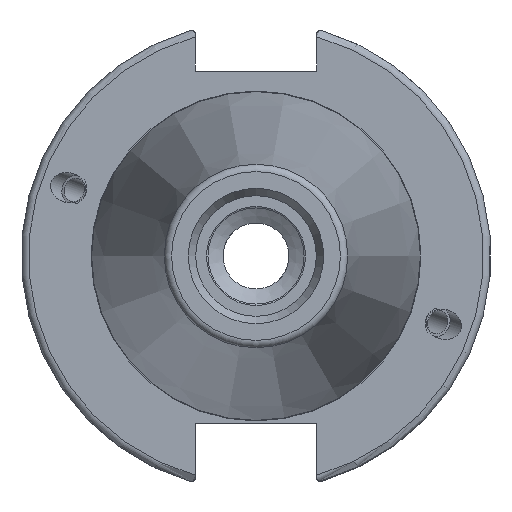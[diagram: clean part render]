
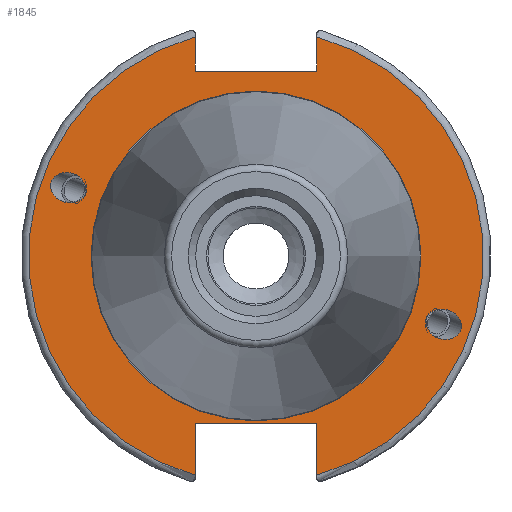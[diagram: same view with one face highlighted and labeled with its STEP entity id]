
A CAD part, left-side view. The second image highlights one B-rep face of the part: STEP entity #1845.
In plain terms, the highlighted planar face has unit normal (-1, 0, 0).
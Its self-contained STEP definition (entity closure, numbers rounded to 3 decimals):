
#39=ELLIPSE('',#2037,2.442,2.);
#48=ELLIPSE('',#2080,2.442,2.);
#60=PLANE('',#2090);
#128=FACE_BOUND('',#342,.T.);
#129=FACE_BOUND('',#343,.T.);
#130=FACE_BOUND('',#344,.T.);
#228=FACE_OUTER_BOUND('',#341,.T.);
#341=EDGE_LOOP('',(#1517,#1518,#1519,#1520,#1521,#1522,#1523,#1524));
#342=EDGE_LOOP('',(#1525));
#343=EDGE_LOOP('',(#1526));
#344=EDGE_LOOP('',(#1527));
#436=LINE('',#3343,#529);
#437=LINE('',#3345,#530);
#438=LINE('',#3347,#531);
#439=LINE('',#3351,#532);
#440=LINE('',#3353,#533);
#441=LINE('',#3354,#534);
#529=VECTOR('',#2572,10.);
#530=VECTOR('',#2573,10.);
#531=VECTOR('',#2574,10.);
#532=VECTOR('',#2577,10.);
#533=VECTOR('',#2578,10.);
#534=VECTOR('',#2579,10.);
#673=CIRCLE('',#2088,22.3);
#675=CIRCLE('',#2091,30.75);
#676=CIRCLE('',#2092,30.75);
#788=VERTEX_POINT('',#3136);
#828=VERTEX_POINT('',#3319);
#833=VERTEX_POINT('',#3334);
#834=VERTEX_POINT('',#3339);
#835=VERTEX_POINT('',#3340);
#836=VERTEX_POINT('',#3342);
#837=VERTEX_POINT('',#3344);
#838=VERTEX_POINT('',#3346);
#839=VERTEX_POINT('',#3348);
#840=VERTEX_POINT('',#3350);
#841=VERTEX_POINT('',#3352);
#1015=EDGE_CURVE('',#788,#788,#39,.T.);
#1071=EDGE_CURVE('',#828,#828,#48,.T.);
#1078=EDGE_CURVE('',#833,#833,#673,.T.);
#1080=EDGE_CURVE('',#834,#835,#675,.T.);
#1081=EDGE_CURVE('',#834,#836,#436,.T.);
#1082=EDGE_CURVE('',#836,#837,#437,.T.);
#1083=EDGE_CURVE('',#837,#838,#438,.T.);
#1084=EDGE_CURVE('',#839,#838,#676,.T.);
#1085=EDGE_CURVE('',#839,#840,#439,.T.);
#1086=EDGE_CURVE('',#840,#841,#440,.T.);
#1087=EDGE_CURVE('',#841,#835,#441,.T.);
#1517=ORIENTED_EDGE('',*,*,#1080,.F.);
#1518=ORIENTED_EDGE('',*,*,#1081,.T.);
#1519=ORIENTED_EDGE('',*,*,#1082,.T.);
#1520=ORIENTED_EDGE('',*,*,#1083,.T.);
#1521=ORIENTED_EDGE('',*,*,#1084,.F.);
#1522=ORIENTED_EDGE('',*,*,#1085,.T.);
#1523=ORIENTED_EDGE('',*,*,#1086,.T.);
#1524=ORIENTED_EDGE('',*,*,#1087,.T.);
#1525=ORIENTED_EDGE('',*,*,#1015,.T.);
#1526=ORIENTED_EDGE('',*,*,#1071,.T.);
#1527=ORIENTED_EDGE('',*,*,#1078,.F.);
#1845=ADVANCED_FACE('',(#228,#128,#129,#130),#60,.T.);
#2037=AXIS2_PLACEMENT_3D('',#3138,#2443,#2444);
#2080=AXIS2_PLACEMENT_3D('',#3321,#2546,#2547);
#2088=AXIS2_PLACEMENT_3D('',#3336,#2564,#2565);
#2090=AXIS2_PLACEMENT_3D('',#3338,#2568,#2569);
#2091=AXIS2_PLACEMENT_3D('',#3341,#2570,#2571);
#2092=AXIS2_PLACEMENT_3D('',#3349,#2575,#2576);
#2443=DIRECTION('center_axis',(1.,0.,0.));
#2444=DIRECTION('ref_axis',(0.,-0.94,-0.342));
#2546=DIRECTION('center_axis',(1.,0.,0.));
#2547=DIRECTION('ref_axis',(0.,0.94,0.342));
#2564=DIRECTION('center_axis',(-1.,0.,0.));
#2565=DIRECTION('ref_axis',(0.,-1.,0.));
#2568=DIRECTION('center_axis',(-1.,0.,0.));
#2569=DIRECTION('ref_axis',(0.,0.,1.));
#2570=DIRECTION('center_axis',(1.,0.,0.));
#2571=DIRECTION('ref_axis',(0.,-1.,0.));
#2572=DIRECTION('',(0.,0.,-1.));
#2573=DIRECTION('',(0.,1.,0.));
#2574=DIRECTION('',(0.,0.,1.));
#2575=DIRECTION('center_axis',(1.,0.,0.));
#2576=DIRECTION('ref_axis',(0.,1.,0.));
#2577=DIRECTION('',(0.,0.,1.));
#2578=DIRECTION('',(0.,-1.,0.));
#2579=DIRECTION('',(0.,0.,-1.));
#3136=CARTESIAN_POINT('',(3.175,-23.077,-8.399));
#3138=CARTESIAN_POINT('Origin',(3.175,-25.372,-9.235));
#3319=CARTESIAN_POINT('',(3.175,23.077,8.399));
#3321=CARTESIAN_POINT('Origin',(3.175,25.372,9.235));
#3334=CARTESIAN_POINT('',(3.175,0.,22.3));
#3336=CARTESIAN_POINT('Origin',(3.175,0.,0.));
#3338=CARTESIAN_POINT('Origin',(3.175,31.75,0.));
#3339=CARTESIAN_POINT('',(3.175,-8.19,29.639));
#3340=CARTESIAN_POINT('',(3.175,-8.19,-29.639));
#3341=CARTESIAN_POINT('Origin',(3.175,0.,0.));
#3342=CARTESIAN_POINT('',(3.175,-8.19,25.));
#3343=CARTESIAN_POINT('',(3.175,-8.19,12.5));
#3344=CARTESIAN_POINT('',(3.175,8.19,25.));
#3345=CARTESIAN_POINT('',(3.175,15.875,25.));
#3346=CARTESIAN_POINT('',(3.175,8.19,29.639));
#3347=CARTESIAN_POINT('',(3.175,8.19,12.5));
#3348=CARTESIAN_POINT('',(3.175,8.19,-29.639));
#3349=CARTESIAN_POINT('Origin',(3.175,0.,0.));
#3350=CARTESIAN_POINT('',(3.175,8.19,-22.6));
#3351=CARTESIAN_POINT('',(3.175,8.19,-11.3));
#3352=CARTESIAN_POINT('',(3.175,-8.19,-22.6));
#3353=CARTESIAN_POINT('',(3.175,15.875,-22.6));
#3354=CARTESIAN_POINT('',(3.175,-8.19,-11.3));
